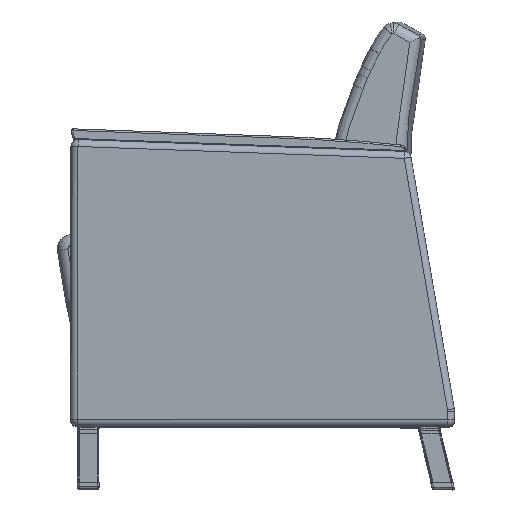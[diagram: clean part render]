
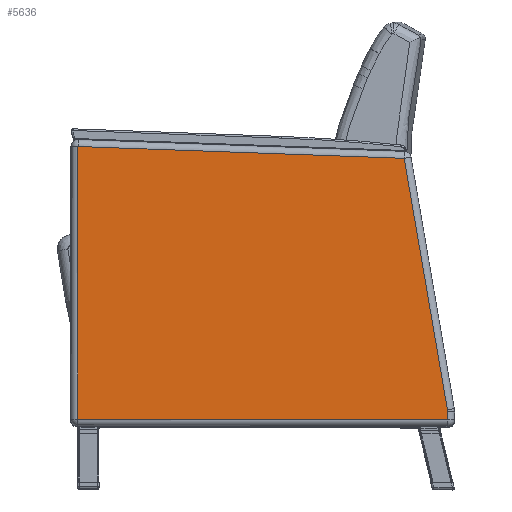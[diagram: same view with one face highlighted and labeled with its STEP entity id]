
A CAD part, top view. The second image highlights one B-rep face of the part: STEP entity #5636.
In plain terms, the highlighted face is planar.
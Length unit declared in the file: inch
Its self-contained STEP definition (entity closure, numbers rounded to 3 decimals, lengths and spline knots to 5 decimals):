
#632=LINE('',#12908,#981);
#635=LINE('',#12915,#984);
#641=LINE('',#12965,#990);
#642=LINE('',#12998,#991);
#647=LINE('',#13017,#996);
#981=VECTOR('',#7637,0.3937);
#984=VECTOR('',#7644,0.3937);
#990=VECTOR('',#7666,0.3937);
#991=VECTOR('',#7675,0.3937);
#996=VECTOR('',#7700,0.3937);
#1146=PLANE('',#6433);
#1316=CIRCLE('',#6411,2.76057);
#1688=FACE_OUTER_BOUND('',#2054,.T.);
#2054=EDGE_LOOP('',(#5007,#5008,#5009,#5010,#5011,#5012));
#2708=VERTEX_POINT('',#12866);
#2714=VERTEX_POINT('',#12883);
#2721=VERTEX_POINT('',#12911);
#2731=VERTEX_POINT('',#12962);
#2732=VERTEX_POINT('',#12964);
#2734=VERTEX_POINT('',#12983);
#3468=EDGE_CURVE('',#2708,#2714,#632,.T.);
#3472=EDGE_CURVE('',#2714,#2721,#635,.T.);
#3484=EDGE_CURVE('',#2731,#2732,#641,.T.);
#3487=EDGE_CURVE('',#2732,#2734,#1316,.T.);
#3489=EDGE_CURVE('',#2734,#2708,#642,.T.);
#3500=EDGE_CURVE('',#2721,#2731,#647,.T.);
#5007=ORIENTED_EDGE('',*,*,#3484,.F.);
#5008=ORIENTED_EDGE('',*,*,#3500,.F.);
#5009=ORIENTED_EDGE('',*,*,#3472,.F.);
#5010=ORIENTED_EDGE('',*,*,#3468,.F.);
#5011=ORIENTED_EDGE('',*,*,#3489,.F.);
#5012=ORIENTED_EDGE('',*,*,#3487,.F.);
#5636=ADVANCED_FACE('',(#1688),#1146,.F.);
#6411=AXIS2_PLACEMENT_3D('',#12984,#7671,#7672);
#6433=AXIS2_PLACEMENT_3D('',#13032,#7725,#7726);
#7637=DIRECTION('',(1.,0.,0.));
#7644=DIRECTION('',(0.,1.,0.));
#7666=DIRECTION('',(-0.171,-0.985,0.));
#7671=DIRECTION('center_axis',(0.,0.,1.));
#7672=DIRECTION('ref_axis',(-0.998,0.067,0.));
#7675=DIRECTION('',(0.,-1.,0.));
#7700=DIRECTION('',(-0.999,-0.034,0.));
#7725=DIRECTION('center_axis',(0.,0.,1.));
#7726=DIRECTION('ref_axis',(1.,0.,0.));
#12866=CARTESIAN_POINT('',(-12.80724,-9.46034,-1.5));
#12883=CARTESIAN_POINT('',(13.64695,-9.46034,-1.5));
#12908=CARTESIAN_POINT('',(-6.44369,-9.46034,-1.5));
#12911=CARTESIAN_POINT('',(13.64695,10.02647,-1.5));
#12915=CARTESIAN_POINT('',(13.64695,-4.83864,-1.5));
#12962=CARTESIAN_POINT('',(-9.67074,9.22367,-1.5));
#12964=CARTESIAN_POINT('',(-12.79597,-8.73029,-1.5));
#12965=CARTESIAN_POINT('',(-10.27762,5.73723,-1.5));
#12983=CARTESIAN_POINT('',(-12.80724,-8.90205,-1.5));
#12984=CARTESIAN_POINT('Origin',(-10.04831,-8.99696,-1.5));
#12998=CARTESIAN_POINT('',(-12.80724,-4.30537,-1.5));
#13017=CARTESIAN_POINT('',(6.8737,9.79327,-1.5));
#13032=CARTESIAN_POINT('Origin',(0.41985,0.28306,-1.5));
